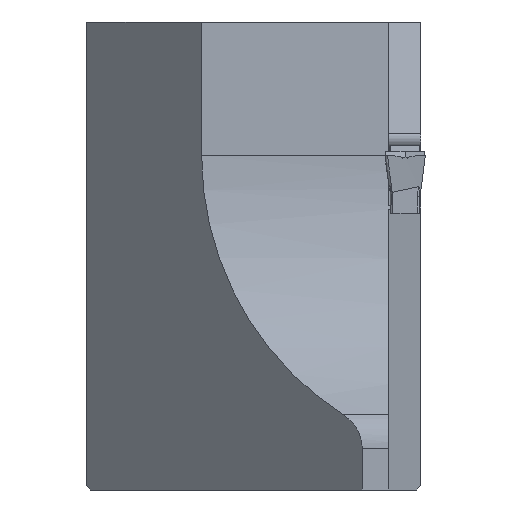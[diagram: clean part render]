
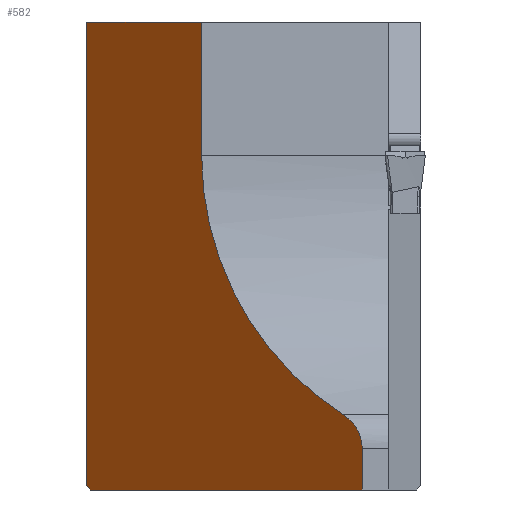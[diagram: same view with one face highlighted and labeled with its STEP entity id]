
A CAD part, left-side view. The second image highlights one B-rep face of the part: STEP entity #582.
In plain terms, the highlighted planar face has unit normal (-0.707, 0.707, 0).
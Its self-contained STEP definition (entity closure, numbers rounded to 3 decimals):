
#553=ELLIPSE('',#1784,4.243,3.);
#554=ELLIPSE('',#1786,32.527,23.);
#582=ADVANCED_FACE('',(#699),#659,.F.);
#659=PLANE('',#1792);
#699=FACE_OUTER_BOUND('',#779,.T.);
#779=EDGE_LOOP('',(#958,#959,#960,#961,#962,#963,#964,#965));
#958=ORIENTED_EDGE('',*,*,#1447,.F.);
#959=ORIENTED_EDGE('',*,*,#1410,.F.);
#960=ORIENTED_EDGE('',*,*,#1419,.F.);
#961=ORIENTED_EDGE('',*,*,#1416,.F.);
#962=ORIENTED_EDGE('',*,*,#1430,.F.);
#963=ORIENTED_EDGE('',*,*,#1448,.F.);
#964=ORIENTED_EDGE('',*,*,#1441,.F.);
#965=ORIENTED_EDGE('',*,*,#1445,.F.);
#1280=VERTEX_POINT('',#2103);
#1281=VERTEX_POINT('',#2105);
#1284=VERTEX_POINT('',#2115);
#1286=VERTEX_POINT('',#2118);
#1295=VERTEX_POINT('',#2143);
#1296=VERTEX_POINT('',#2163);
#1297=VERTEX_POINT('',#2165);
#1298=VERTEX_POINT('',#2170);
#1410=EDGE_CURVE('',#1280,#1281,#1607,.T.);
#1416=EDGE_CURVE('',#1284,#1286,#1613,.T.);
#1419=EDGE_CURVE('',#1286,#1280,#1616,.T.);
#1430=EDGE_CURVE('',#1295,#1284,#1626,.T.);
#1441=EDGE_CURVE('',#1296,#1297,#553,.T.);
#1445=EDGE_CURVE('',#1298,#1296,#554,.T.);
#1447=EDGE_CURVE('',#1281,#1298,#1641,.T.);
#1448=EDGE_CURVE('',#1297,#1295,#1642,.T.);
#1607=LINE('',#2104,#1692);
#1613=LINE('',#2117,#1698);
#1616=LINE('',#2123,#1701);
#1626=LINE('',#2144,#1711);
#1641=LINE('',#2174,#1726);
#1642=LINE('',#2176,#1727);
#1692=VECTOR('',#1868,1.);
#1698=VECTOR('',#1878,1.);
#1701=VECTOR('',#1883,1.);
#1711=VECTOR('',#1899,1.);
#1726=VECTOR('',#1938,1.);
#1727=VECTOR('',#1941,1.);
#1784=AXIS2_PLACEMENT_3D('',#2164,#1926,#1927);
#1786=AXIS2_PLACEMENT_3D('',#2171,#1933,#1934);
#1792=AXIS2_PLACEMENT_3D('',#2181,#1949,#1950);
#1868=DIRECTION('',(-0.707,-0.707,0.));
#1878=DIRECTION('',(0.577,0.577,0.577));
#1883=DIRECTION('',(0.,0.,1.));
#1899=DIRECTION('',(0.707,0.707,0.));
#1926=DIRECTION('',(0.707,-0.707,0.));
#1927=DIRECTION('',(-0.707,-0.707,0.));
#1933=DIRECTION('',(-0.707,0.707,0.));
#1934=DIRECTION('',(-0.707,-0.707,0.));
#1938=DIRECTION('',(0.,0.,-1.));
#1941=DIRECTION('',(0.,0.,-1.));
#1949=DIRECTION('',(0.707,-0.707,0.));
#1950=DIRECTION('',(0.707,0.707,0.));
#2103=CARTESIAN_POINT('',(29.6,0.,10.));
#2104=CARTESIAN_POINT('',(9.,-20.6,10.));
#2105=CARTESIAN_POINT('',(21.,-8.6,10.));
#2115=CARTESIAN_POINT('',(29.3,-0.3,-25.));
#2117=CARTESIAN_POINT('',(15.767,-13.833,-38.533));
#2118=CARTESIAN_POINT('',(29.6,0.,-24.7));
#2123=CARTESIAN_POINT('',(29.6,0.,-25.));
#2143=CARTESIAN_POINT('',(9.,-20.6,-25.));
#2144=CARTESIAN_POINT('',(9.,-20.6,-25.));
#2163=CARTESIAN_POINT('',(10.385,-19.215,-19.381));
#2164=CARTESIAN_POINT('',(12.,-17.6,-21.909));
#2165=CARTESIAN_POINT('',(9.,-20.6,-21.909));
#2170=CARTESIAN_POINT('',(21.,-8.6,0.));
#2171=CARTESIAN_POINT('',(-2.,-31.6,0.));
#2174=CARTESIAN_POINT('',(21.,-8.6,-25.));
#2176=CARTESIAN_POINT('',(9.,-20.6,-25.));
#2181=CARTESIAN_POINT('',(9.,-20.6,-25.));
